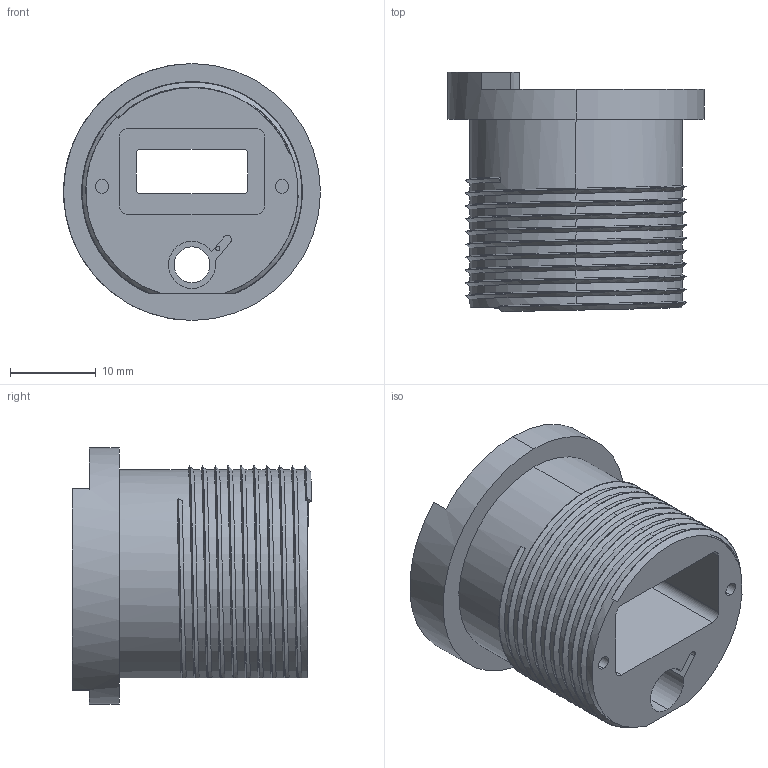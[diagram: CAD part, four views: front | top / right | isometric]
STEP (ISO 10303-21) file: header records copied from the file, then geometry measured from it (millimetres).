
FILE_DESCRIPTION (( 'STEP AP214' ), '1' );
FILE_NAME ('USB PORT_1.STEP', '2021-10-19T12:44:59', ( '' ), ( '' ), 'SwSTEP 2.0', 'SolidWorks 2015', '' );
FILE_SCHEMA (( 'AUTOMOTIVE_DESIGN' ));
Length unit declared in the file: millimetre
Products named in the file (1): USB PORT_1
Bounding box: 30 x 27.98 x 30 mm (x, y, z)
Volume: 8661.8 mm3; surface area: 5561.2 mm2
Topology: 1 solids, 1 shells, 106 faces, 291 edges, 194 vertices
Faces by surface type: cylinder 47, bspline 34, plane 25
Entity records: 16058 total; most frequent: CARTESIAN_POINT 13695, ORIENTED_EDGE 582, DIRECTION 365, EDGE_CURVE 291, VERTEX_POINT 194, AXIS2_PLACEMENT_3D 131, EDGE_LOOP 117, ADVANCED_FACE 106
